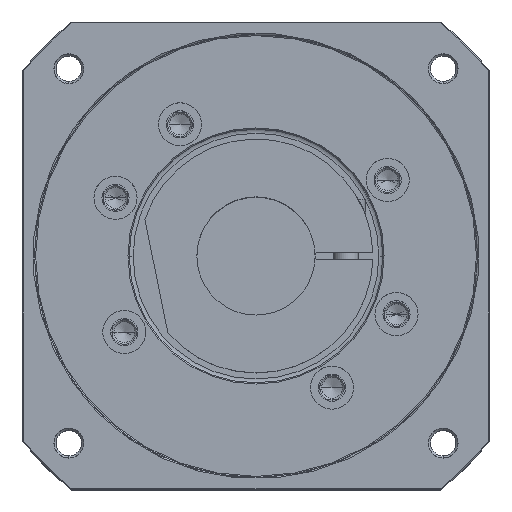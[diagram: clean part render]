
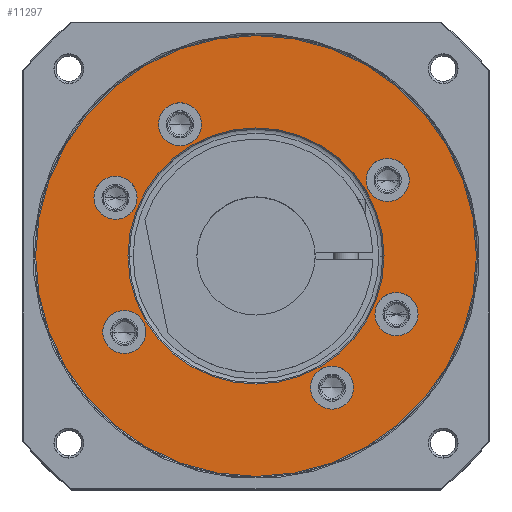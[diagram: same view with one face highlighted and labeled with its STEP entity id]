
A CAD part, top view. The second image highlights one B-rep face of the part: STEP entity #11297.
In plain terms, the highlighted planar face has unit normal (0, 0, 1).
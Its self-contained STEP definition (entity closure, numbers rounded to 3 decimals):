
#9588=CARTESIAN_POINT('',(0.,0.,25.));
#9589=DIRECTION('',(0.,0.,1.));
#9590=DIRECTION('',(0.,-1.,0.));
#9591=AXIS2_PLACEMENT_3D('',#9588,#9589,#9590);
#9593=CARTESIAN_POINT('',(0.,0.,25.));
#9594=DIRECTION('',(0.,0.,-1.));
#9595=DIRECTION('',(0.,-1.,0.));
#9596=AXIS2_PLACEMENT_3D('',#9593,#9594,#9595);
#9598=CARTESIAN_POINT('',(53.477,30.875,25.));
#9599=DIRECTION('',(0.,0.,1.));
#9600=DIRECTION('',(-1.,0.,0.));
#9601=AXIS2_PLACEMENT_3D('',#9598,#9599,#9600);
#9603=CARTESIAN_POINT('',(53.477,30.875,25.));
#9604=DIRECTION('',(0.,0.,1.));
#9605=DIRECTION('',(1.,0.,0.));
#9606=AXIS2_PLACEMENT_3D('',#9603,#9604,#9605);
#9608=CARTESIAN_POINT('',(-30.875,53.477,25.));
#9609=DIRECTION('',(0.,0.,1.));
#9610=DIRECTION('',(-1.,0.,0.));
#9611=AXIS2_PLACEMENT_3D('',#9608,#9609,#9610);
#9613=CARTESIAN_POINT('',(-30.875,53.477,25.));
#9614=DIRECTION('',(0.,0.,1.));
#9615=DIRECTION('',(1.,0.,0.));
#9616=AXIS2_PLACEMENT_3D('',#9613,#9614,#9615);
#9618=CARTESIAN_POINT('',(-53.477,-30.875,25.));
#9619=DIRECTION('',(0.,0.,1.));
#9620=DIRECTION('',(-1.,0.,0.));
#9621=AXIS2_PLACEMENT_3D('',#9618,#9619,#9620);
#9623=CARTESIAN_POINT('',(-53.477,-30.875,25.));
#9624=DIRECTION('',(0.,0.,1.));
#9625=DIRECTION('',(1.,0.,0.));
#9626=AXIS2_PLACEMENT_3D('',#9623,#9624,#9625);
#9628=CARTESIAN_POINT('',(30.875,-53.477,25.));
#9629=DIRECTION('',(0.,0.,1.));
#9630=DIRECTION('',(-1.,0.,0.));
#9631=AXIS2_PLACEMENT_3D('',#9628,#9629,#9630);
#9633=CARTESIAN_POINT('',(30.875,-53.477,25.));
#9634=DIRECTION('',(0.,0.,1.));
#9635=DIRECTION('',(1.,0.,0.));
#9636=AXIS2_PLACEMENT_3D('',#9633,#9634,#9635);
#9638=CARTESIAN_POINT('',(-23.631,-57.05,25.));
#9639=DIRECTION('',(0.,0.,1.));
#9640=DIRECTION('',(-1.,0.,0.));
#9641=AXIS2_PLACEMENT_3D('',#9638,#9639,#9640);
#9643=CARTESIAN_POINT('',(-23.631,-57.05,25.));
#9644=DIRECTION('',(0.,0.,1.));
#9645=DIRECTION('',(1.,0.,0.));
#9646=AXIS2_PLACEMENT_3D('',#9643,#9644,#9645);
#9648=CARTESIAN_POINT('',(23.631,57.05,25.));
#9649=DIRECTION('',(0.,0.,1.));
#9650=DIRECTION('',(-1.,0.,0.));
#9651=AXIS2_PLACEMENT_3D('',#9648,#9649,#9650);
#9653=CARTESIAN_POINT('',(23.631,57.05,25.));
#9654=DIRECTION('',(0.,0.,1.));
#9655=DIRECTION('',(1.,0.,0.));
#9656=AXIS2_PLACEMENT_3D('',#9653,#9654,#9655);
#10285=CARTESIAN_POINT('',(0.,0.,25.));
#10286=DIRECTION('',(0.,0.,-1.));
#10287=DIRECTION('',(1.,0.,0.));
#10288=AXIS2_PLACEMENT_3D('',#10285,#10286,#10287);
#10303=CARTESIAN_POINT('',(0.,0.,25.));
#10304=DIRECTION('',(0.,0.,-1.));
#10305=DIRECTION('',(-1.,0.,0.));
#10306=AXIS2_PLACEMENT_3D('',#10303,#10304,#10305);
#10754=CARTESIAN_POINT('',(44.727,30.875,25.));
#10755=CARTESIAN_POINT('',(62.227,30.875,25.));
#10756=VERTEX_POINT('',#10754);
#10757=VERTEX_POINT('',#10755);
#10758=CARTESIAN_POINT('',(-39.625,53.477,25.));
#10759=CARTESIAN_POINT('',(-22.125,53.477,25.));
#10760=VERTEX_POINT('',#10758);
#10761=VERTEX_POINT('',#10759);
#10762=CARTESIAN_POINT('',(-62.227,-30.875,25.));
#10763=CARTESIAN_POINT('',(-44.727,-30.875,25.));
#10764=VERTEX_POINT('',#10762);
#10765=VERTEX_POINT('',#10763);
#10766=CARTESIAN_POINT('',(22.125,-53.477,25.));
#10767=CARTESIAN_POINT('',(39.625,-53.477,25.));
#10768=VERTEX_POINT('',#10766);
#10769=VERTEX_POINT('',#10767);
#10786=CARTESIAN_POINT('',(0.,-89.5,25.));
#10787=VERTEX_POINT('',#10786);
#10788=CARTESIAN_POINT('',(0.,89.5,25.));
#10789=VERTEX_POINT('',#10788);
#10872=CARTESIAN_POINT('',(-32.381,-57.05,25.));
#10873=CARTESIAN_POINT('',(-14.881,-57.05,25.));
#10874=VERTEX_POINT('',#10872);
#10875=VERTEX_POINT('',#10873);
#10884=CARTESIAN_POINT('',(14.881,57.05,25.));
#10885=CARTESIAN_POINT('',(32.381,57.05,25.));
#10886=VERTEX_POINT('',#10884);
#10887=VERTEX_POINT('',#10885);
#10924=CARTESIAN_POINT('',(-52.,0.,25.));
#10925=CARTESIAN_POINT('',(52.,0.,25.));
#10926=VERTEX_POINT('',#10924);
#10927=VERTEX_POINT('',#10925);
#11245=CARTESIAN_POINT('',(0.,0.,25.));
#11246=DIRECTION('',(0.,0.,-1.));
#11247=DIRECTION('',(0.,-1.,0.));
#11248=AXIS2_PLACEMENT_3D('',#11245,#11246,#11247);
#11249=PLANE('',#11248);
#11251=ORIENTED_EDGE('',*,*,#11250,.F.);
#11253=ORIENTED_EDGE('',*,*,#11252,.T.);
#11254=EDGE_LOOP('',(#11251,#11253));
#11255=FACE_OUTER_BOUND('',#11254,.F.);
#11257=ORIENTED_EDGE('',*,*,#11256,.F.);
#11259=ORIENTED_EDGE('',*,*,#11258,.F.);
#11260=EDGE_LOOP('',(#11257,#11259));
#11261=FACE_BOUND('',#11260,.F.);
#11263=ORIENTED_EDGE('',*,*,#11262,.T.);
#11265=ORIENTED_EDGE('',*,*,#11264,.T.);
#11266=EDGE_LOOP('',(#11263,#11265));
#11267=FACE_BOUND('',#11266,.F.);
#11269=ORIENTED_EDGE('',*,*,#11268,.T.);
#11271=ORIENTED_EDGE('',*,*,#11270,.T.);
#11272=EDGE_LOOP('',(#11269,#11271));
#11273=FACE_BOUND('',#11272,.F.);
#11275=ORIENTED_EDGE('',*,*,#11274,.T.);
#11277=ORIENTED_EDGE('',*,*,#11276,.T.);
#11278=EDGE_LOOP('',(#11275,#11277));
#11279=FACE_BOUND('',#11278,.F.);
#11280=ORIENTED_EDGE('',*,*,#11235,.T.);
#11282=ORIENTED_EDGE('',*,*,#11281,.T.);
#11283=EDGE_LOOP('',(#11280,#11282));
#11284=FACE_BOUND('',#11283,.F.);
#11286=ORIENTED_EDGE('',*,*,#11285,.T.);
#11288=ORIENTED_EDGE('',*,*,#11287,.T.);
#11289=EDGE_LOOP('',(#11286,#11288));
#11290=FACE_BOUND('',#11289,.F.);
#11292=ORIENTED_EDGE('',*,*,#11291,.T.);
#11294=ORIENTED_EDGE('',*,*,#11293,.T.);
#11295=EDGE_LOOP('',(#11292,#11294));
#11296=FACE_BOUND('',#11295,.F.);
#11297=ADVANCED_FACE('',(#11255,#11261,#11267,#11273,#11279,#11284,#11290,
#11296),#11249,.F.);
#9592=CIRCLE('',#9591,89.5);
#9597=CIRCLE('',#9596,89.5);
#9602=CIRCLE('',#9601,8.75);
#9607=CIRCLE('',#9606,8.75);
#9612=CIRCLE('',#9611,8.75);
#9617=CIRCLE('',#9616,8.75);
#9622=CIRCLE('',#9621,8.75);
#9627=CIRCLE('',#9626,8.75);
#9632=CIRCLE('',#9631,8.75);
#9637=CIRCLE('',#9636,8.75);
#9642=CIRCLE('',#9641,8.75);
#9647=CIRCLE('',#9646,8.75);
#9652=CIRCLE('',#9651,8.75);
#9657=CIRCLE('',#9656,8.75);
#10289=CIRCLE('',#10288,52.);
#10307=CIRCLE('',#10306,52.);
#11235=EDGE_CURVE('',#10768,#10769,#9632,.T.);
#11250=EDGE_CURVE('',#10787,#10789,#9592,.T.);
#11252=EDGE_CURVE('',#10787,#10789,#9597,.T.);
#11256=EDGE_CURVE('',#10927,#10926,#10289,.T.);
#11258=EDGE_CURVE('',#10926,#10927,#10307,.T.);
#11262=EDGE_CURVE('',#10756,#10757,#9602,.T.);
#11264=EDGE_CURVE('',#10757,#10756,#9607,.T.);
#11268=EDGE_CURVE('',#10760,#10761,#9612,.T.);
#11270=EDGE_CURVE('',#10761,#10760,#9617,.T.);
#11274=EDGE_CURVE('',#10764,#10765,#9622,.T.);
#11276=EDGE_CURVE('',#10765,#10764,#9627,.T.);
#11281=EDGE_CURVE('',#10769,#10768,#9637,.T.);
#11285=EDGE_CURVE('',#10874,#10875,#9642,.T.);
#11287=EDGE_CURVE('',#10875,#10874,#9647,.T.);
#11291=EDGE_CURVE('',#10886,#10887,#9652,.T.);
#11293=EDGE_CURVE('',#10887,#10886,#9657,.T.);
